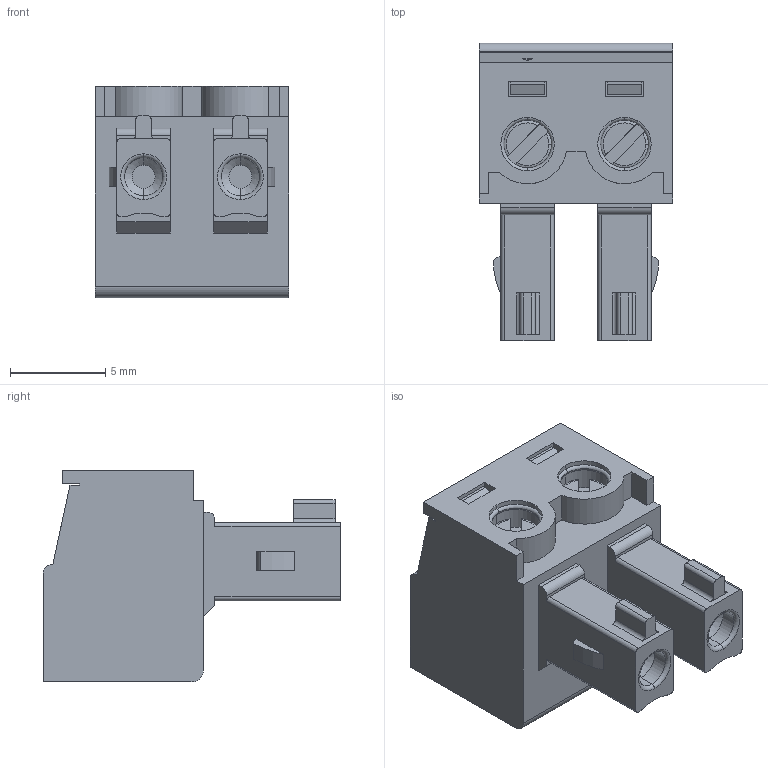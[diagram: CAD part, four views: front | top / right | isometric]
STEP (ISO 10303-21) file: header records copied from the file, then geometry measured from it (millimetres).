
FILE_DESCRIPTION (( 'STEP AP214' ), '1' );
FILE_NAME ('15EDGK-5.08-02P-14-00AH.STEP', '2021-02-04T22:58:45', ( '' ), ( '' ), 'SwSTEP 2.0', 'SolidWorks 2020', '' );
FILE_SCHEMA (( 'AUTOMOTIVE_DESIGN' ));
Length unit declared in the file: millimetre
Products named in the file (1): 15EDGK-5.08-02P-14-00AH
Bounding box: 10.16 x 15.6 x 11.1 mm (x, y, z)
Volume: 909 mm3; surface area: 1100.3 mm2
Topology: 1 solids, 1 shells, 503 faces, 1322 edges, 874 vertices
Faces by surface type: plane 289, bspline 136, cylinder 52, torus 18, cone 8
Entity records: 25889 total; most frequent: CARTESIAN_POINT 10780, ORIENTED_EDGE 2644, DIRECTION 1910, EDGE_CURVE 1322, VECTOR 878, LINE 878, VERTEX_POINT 874, EDGE_LOOP 556
